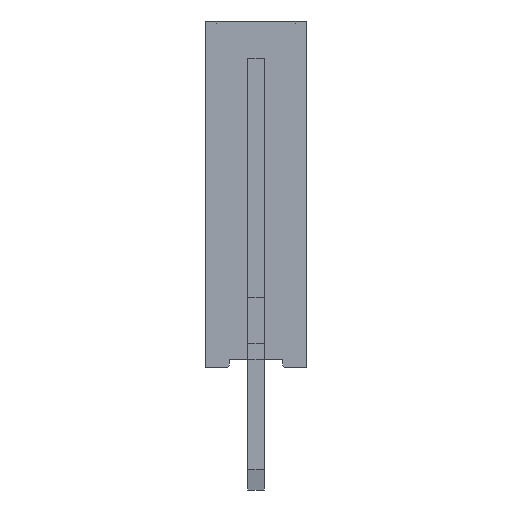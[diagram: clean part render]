
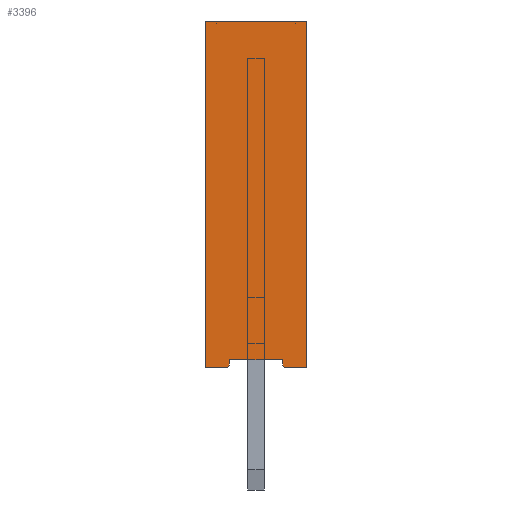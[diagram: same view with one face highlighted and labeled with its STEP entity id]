
A CAD part, front view. The second image highlights one B-rep face of the part: STEP entity #3396.
In plain terms, the highlighted planar face has unit normal (0, -1, 0).
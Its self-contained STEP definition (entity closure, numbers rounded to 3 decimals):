
#1052 = VERTEX_POINT('',#1053);
#1053 = CARTESIAN_POINT('',(-1.25,-77.47,0.));
#1059 = EDGE_CURVE('',#1060,#1052,#1062,.T.);
#1060 = VERTEX_POINT('',#1061);
#1061 = CARTESIAN_POINT('',(-0.75,-77.47,0.));
#1062 = LINE('',#1063,#1064);
#1063 = CARTESIAN_POINT('',(1.25,-77.47,0.));
#1064 = VECTOR('',#1065,1.);
#1065 = DIRECTION('',(-1.,0.,0.));
#1083 = EDGE_CURVE('',#1084,#1060,#1086,.T.);
#1084 = VERTEX_POINT('',#1085);
#1085 = CARTESIAN_POINT('',(-0.65,-77.47,0.1));
#1086 = CIRCLE('',#1087,0.1);
#1087 = AXIS2_PLACEMENT_3D('',#1088,#1089,#1090);
#1088 = CARTESIAN_POINT('',(-0.75,-77.47,0.1));
#1089 = DIRECTION('',(-0.,1.,0.));
#1090 = DIRECTION('',(1.,0.,0.));
#1108 = VERTEX_POINT('',#1109);
#1109 = CARTESIAN_POINT('',(-0.65,-77.47,0.2));
#1115 = EDGE_CURVE('',#1084,#1108,#1116,.T.);
#1116 = LINE('',#1117,#1118);
#1117 = CARTESIAN_POINT('',(-0.65,-77.47,0.1));
#1118 = VECTOR('',#1119,1.);
#1119 = DIRECTION('',(0.,0.,1.));
#1132 = VERTEX_POINT('',#1133);
#1133 = CARTESIAN_POINT('',(0.65,-77.47,0.2));
#1139 = EDGE_CURVE('',#1108,#1132,#1140,.T.);
#1140 = LINE('',#1141,#1142);
#1141 = CARTESIAN_POINT('',(0.95,-77.47,0.2));
#1142 = VECTOR('',#1143,1.);
#1143 = DIRECTION('',(1.,0.,0.));
#2210 = VERTEX_POINT('',#2211);
#2211 = CARTESIAN_POINT('',(0.65,-77.47,0.1));
#2217 = EDGE_CURVE('',#1132,#2210,#2218,.T.);
#2218 = LINE('',#2219,#2220);
#2219 = CARTESIAN_POINT('',(0.65,-77.47,0.05));
#2220 = VECTOR('',#2221,1.);
#2221 = DIRECTION('',(-0.,-0.,-1.));
#2234 = EDGE_CURVE('',#2235,#2210,#2237,.T.);
#2235 = VERTEX_POINT('',#2236);
#2236 = CARTESIAN_POINT('',(0.75,-77.47,0.));
#2237 = CIRCLE('',#2238,0.1);
#2238 = AXIS2_PLACEMENT_3D('',#2239,#2240,#2241);
#2239 = CARTESIAN_POINT('',(0.75,-77.47,0.1));
#2240 = DIRECTION('',(-0.,1.,0.));
#2241 = DIRECTION('',(1.,0.,0.));
#2259 = EDGE_CURVE('',#2260,#2235,#2262,.T.);
#2260 = VERTEX_POINT('',#2261);
#2261 = CARTESIAN_POINT('',(1.25,-77.47,0.));
#2262 = LINE('',#2263,#2264);
#2263 = CARTESIAN_POINT('',(1.25,-77.47,0.));
#2264 = VECTOR('',#2265,1.);
#2265 = DIRECTION('',(-1.,0.,0.));
#2283 = VERTEX_POINT('',#2284);
#2284 = CARTESIAN_POINT('',(1.25,-77.47,8.5));
#2290 = EDGE_CURVE('',#2260,#2283,#2291,.T.);
#2291 = LINE('',#2292,#2293);
#2292 = CARTESIAN_POINT('',(1.25,-77.47,0.));
#2293 = VECTOR('',#2294,1.);
#2294 = DIRECTION('',(0.,0.,1.));
#2307 = VERTEX_POINT('',#2308);
#2308 = CARTESIAN_POINT('',(-1.25,-77.47,8.5));
#2314 = EDGE_CURVE('',#2283,#2307,#2315,.T.);
#2315 = LINE('',#2316,#2317);
#2316 = CARTESIAN_POINT('',(1.25,-77.47,8.5));
#2317 = VECTOR('',#2318,1.);
#2318 = DIRECTION('',(-1.,0.,0.));
#3383 = EDGE_CURVE('',#1052,#2307,#3384,.T.);
#3384 = LINE('',#3385,#3386);
#3385 = CARTESIAN_POINT('',(-1.25,-77.47,0.));
#3386 = VECTOR('',#3387,1.);
#3387 = DIRECTION('',(0.,0.,1.));
#3396 = ADVANCED_FACE('',(#3397),#3409,.T.);
#3397 = FACE_BOUND('',#3398,.T.);
#3398 = EDGE_LOOP('',(#3399,#3400,#3401,#3402,#3403,#3404,#3405,#3406,
    #3407,#3408));
#3399 = ORIENTED_EDGE('',*,*,#2259,.F.);
#3400 = ORIENTED_EDGE('',*,*,#2290,.T.);
#3401 = ORIENTED_EDGE('',*,*,#2314,.T.);
#3402 = ORIENTED_EDGE('',*,*,#3383,.F.);
#3403 = ORIENTED_EDGE('',*,*,#1059,.F.);
#3404 = ORIENTED_EDGE('',*,*,#1083,.F.);
#3405 = ORIENTED_EDGE('',*,*,#1115,.T.);
#3406 = ORIENTED_EDGE('',*,*,#1139,.T.);
#3407 = ORIENTED_EDGE('',*,*,#2217,.T.);
#3408 = ORIENTED_EDGE('',*,*,#2234,.F.);
#3409 = PLANE('',#3410);
#3410 = AXIS2_PLACEMENT_3D('',#3411,#3412,#3413);
#3411 = CARTESIAN_POINT('',(1.25,-77.47,0.));
#3412 = DIRECTION('',(0.,-1.,0.));
#3413 = DIRECTION('',(-1.,0.,0.));
